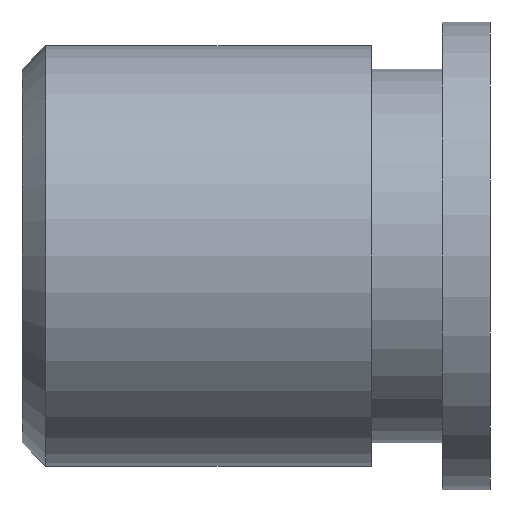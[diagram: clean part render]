
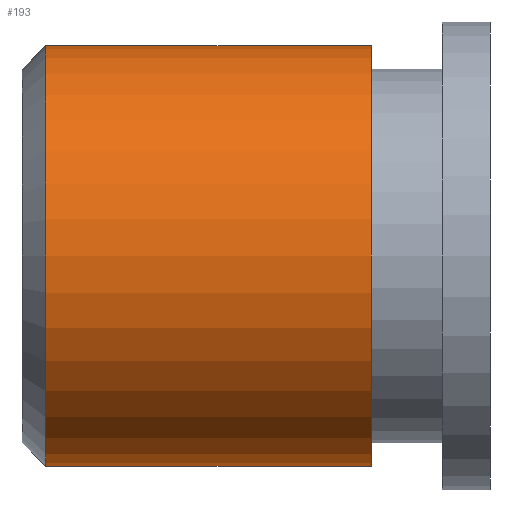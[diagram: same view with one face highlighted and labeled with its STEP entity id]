
A CAD part, left-side view. The second image highlights one B-rep face of the part: STEP entity #193.
In plain terms, the highlighted cylindrical face has radius 2.25 mm (diameter 4.501 mm), a partial arc.
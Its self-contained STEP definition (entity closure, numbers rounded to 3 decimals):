
#41 = VERTEX_POINT ( 'NONE', #99 ) ;
#56 = ORIENTED_EDGE ( 'NONE', *, *, #198, .T. ) ;
#57 = ORIENTED_EDGE ( 'NONE', *, *, #90, .F. ) ;
#58 = EDGE_CURVE ( 'NONE', #211, #41, #270, .T. ) ;
#61 = ORIENTED_EDGE ( 'NONE', *, *, #108, .T. ) ;
#64 = ORIENTED_EDGE ( 'NONE', *, *, #58, .F. ) ;
#90 = EDGE_CURVE ( 'NONE', #209, #211, #356, .T. ) ;
#99 = CARTESIAN_POINT ( 'NONE',  ( 0., 2.248, 2.25 ) ) ;
#108 = EDGE_CURVE ( 'NONE', #176, #41, #446, .T. ) ;
#176 = VERTEX_POINT ( 'NONE', #718 ) ;
#192 = EDGE_LOOP ( 'NONE', ( #57, #56, #61, #64 ) ) ;
#193 = ADVANCED_FACE ( 'NONE', ( #598 ), #576, .T. ) ;
#198 = EDGE_CURVE ( 'NONE', #209, #176, #620, .T. ) ;
#209 = VERTEX_POINT ( 'NONE', #746 ) ;
#211 = VERTEX_POINT ( 'NONE', #768 ) ;
#266 = DIRECTION ( 'NONE',  ( 0., 0., 1. ) ) ;
#267 = DIRECTION ( 'NONE',  ( 0., 1., 0. ) ) ;
#268 = CARTESIAN_POINT ( 'NONE',  ( 0., 2.248, 0. ) ) ;
#269 = AXIS2_PLACEMENT_3D ( 'NONE', #268, #267, #266 ) ;
#270 = CIRCLE ( 'NONE', #269, 2.25 ) ;
#355 = CARTESIAN_POINT ( 'NONE',  ( 0., 2.502, -2.25 ) ) ;
#356 = LINE ( 'NONE', #355, #374 ) ;
#373 = DIRECTION ( 'NONE',  ( 0., 1., 0. ) ) ;
#374 = VECTOR ( 'NONE', #373, 1000. ) ;
#443 = DIRECTION ( 'NONE',  ( 0., 1., 0. ) ) ;
#444 = VECTOR ( 'NONE', #443, 1000. ) ;
#445 = CARTESIAN_POINT ( 'NONE',  ( 0., 2.502, 2.25 ) ) ;
#446 = LINE ( 'NONE', #445, #444 ) ;
#575 = AXIS2_PLACEMENT_3D ( 'NONE', #579, #644, #643 ) ;
#576 = CYLINDRICAL_SURFACE ( 'NONE', #575, 2.25 ) ;
#579 = CARTESIAN_POINT ( 'NONE',  ( 0., 2.502, 0. ) ) ;
#598 = FACE_OUTER_BOUND ( 'NONE', #192, .T. ) ;
#617 = DIRECTION ( 'NONE',  ( 0., 0., 1. ) ) ;
#618 = DIRECTION ( 'NONE',  ( 0., 1., 0. ) ) ;
#619 = AXIS2_PLACEMENT_3D ( 'NONE', #624, #618, #617 ) ;
#620 = CIRCLE ( 'NONE', #619, 2.25 ) ;
#624 = CARTESIAN_POINT ( 'NONE',  ( 0., -1.232, 0. ) ) ;
#643 = DIRECTION ( 'NONE',  ( 0., 0., 1. ) ) ;
#644 = DIRECTION ( 'NONE',  ( 0., 1., 0. ) ) ;
#718 = CARTESIAN_POINT ( 'NONE',  ( 0., -1.232, 2.25 ) ) ;
#746 = CARTESIAN_POINT ( 'NONE',  ( 0., -1.232, -2.25 ) ) ;
#768 = CARTESIAN_POINT ( 'NONE',  ( 0., 2.248, -2.25 ) ) ;
